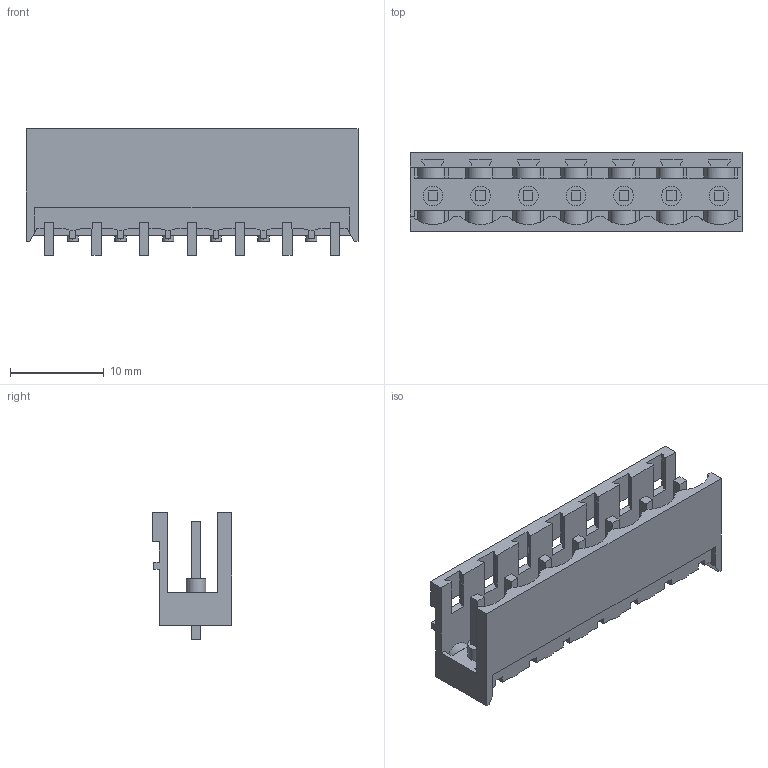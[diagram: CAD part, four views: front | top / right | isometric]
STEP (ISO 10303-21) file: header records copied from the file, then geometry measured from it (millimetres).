
FILE_DESCRIPTION(('CATIA V5 STEP Exchange','CAx-IF Rec.Pracs.--- Model Styling and Organization---1.2---2011-12-15'),'2;1');
FILE_NAME ('D1455902_0', '2018-03-21T13:00:37+00:00', ('none'), ('Weidmueller'), 'CATIA Version 5-6 Release 2014', 'CATIA V5 STEP AP214', 'none');
FILE_SCHEMA(('AUTOMOTIVE_DESIGN { 1 0 10303 214 1 1 1 1 }'));
Length unit declared in the file: millimetre
Products named in the file (1): 1775654001
Bounding box: 35.36 x 8.43 x 13.5 mm (x, y, z)
Volume: 1207.8 mm3; surface area: 2991.9 mm2
Topology: 8 solids, 8 shells, 415 faces, 1315 edges, 902 vertices
Faces by surface type: plane 345, cylinder 63, extrusion 7
Entity records: 14815 total; most frequent: CARTESIAN_POINT 3282, ORIENTED_EDGE 2630, DIRECTION 2013, EDGE_CURVE 1315, VECTOR 1079, LINE 1072, VERTEX_POINT 902, AXIS2_PLACEMENT_3D 526
